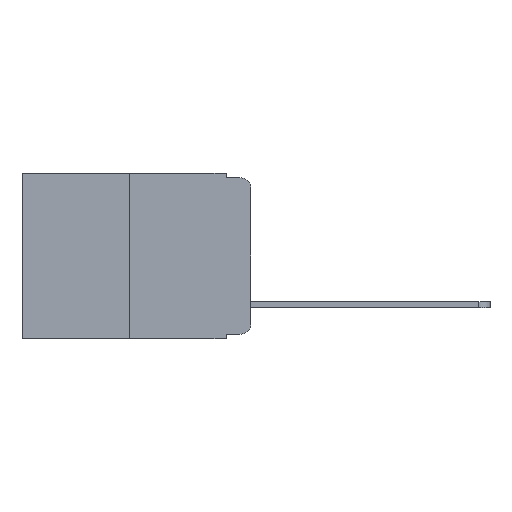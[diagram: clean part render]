
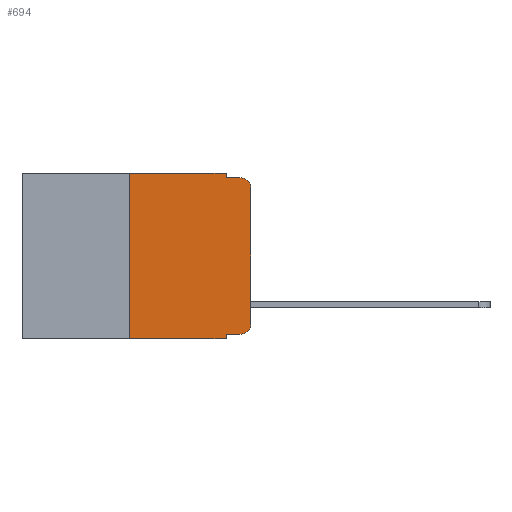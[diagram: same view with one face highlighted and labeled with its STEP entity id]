
A CAD part, left-side view. The second image highlights one B-rep face of the part: STEP entity #694.
In plain terms, the highlighted planar face has unit normal (-1, 0, 0).
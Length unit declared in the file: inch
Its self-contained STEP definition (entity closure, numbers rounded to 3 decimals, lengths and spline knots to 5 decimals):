
#47 = AXIS2_PLACEMENT_3D ( 'NONE', #3792, #3221, #3177 ) ;
#82 = LINE ( 'NONE', #5705, #2780 ) ;
#224 = EDGE_CURVE ( 'NONE', #3857, #13421, #7135, .T. ) ;
#369 = VERTEX_POINT ( 'NONE', #1614 ) ;
#521 = EDGE_CURVE ( 'NONE', #11770, #10531, #13276, .T. ) ;
#694 = ADVANCED_FACE ( 'NONE', ( #11125 ), #1446, .F. ) ;
#718 = CIRCLE ( 'NONE', #4781, 0.02 ) ;
#1255 = CARTESIAN_POINT ( 'NONE',  ( 0., 0.051, -0.333 ) ) ;
#1289 = CARTESIAN_POINT ( 'NONE',  ( 0., 0.25, 0. ) ) ;
#1446 = PLANE ( 'NONE',  #47 ) ;
#1490 = ORIENTED_EDGE ( 'NONE', *, *, #224, .T. ) ;
#1614 = CARTESIAN_POINT ( 'NONE',  ( 0., 0.25, -0.343 ) ) ;
#1676 = CARTESIAN_POINT ( 'NONE',  ( 0., 0.02, -0.01 ) ) ;
#2139 = DIRECTION ( 'NONE',  ( 0., 0., 1. ) ) ;
#2157 = CARTESIAN_POINT ( 'NONE',  ( 0., 0.051, -0.343 ) ) ;
#2260 = VERTEX_POINT ( 'NONE', #1289 ) ;
#2780 = VECTOR ( 'NONE', #3589, 39.37008 ) ;
#2921 = EDGE_CURVE ( 'NONE', #9888, #11770, #6960, .T. ) ;
#2991 = CARTESIAN_POINT ( 'NONE',  ( 0., 0.25, 0. ) ) ;
#3113 = ORIENTED_EDGE ( 'NONE', *, *, #521, .T. ) ;
#3177 = DIRECTION ( 'NONE',  ( 0., 0., -1. ) ) ;
#3221 = DIRECTION ( 'NONE',  ( 1., 0., 0. ) ) ;
#3296 = EDGE_CURVE ( 'NONE', #3857, #7234, #3902, .T. ) ;
#3324 = VERTEX_POINT ( 'NONE', #9093 ) ;
#3339 = CARTESIAN_POINT ( 'NONE',  ( 0., 0.473, -0.343 ) ) ;
#3420 = CARTESIAN_POINT ( 'NONE',  ( 0., 0.051, -0.333 ) ) ;
#3521 = ORIENTED_EDGE ( 'NONE', *, *, #6527, .T. ) ;
#3589 = DIRECTION ( 'NONE',  ( 0., -1., 0. ) ) ;
#3597 = DIRECTION ( 'NONE',  ( 0., -1., 0. ) ) ;
#3792 = CARTESIAN_POINT ( 'NONE',  ( 0., 0.473, 0. ) ) ;
#3857 = VERTEX_POINT ( 'NONE', #1255 ) ;
#3902 = LINE ( 'NONE', #5152, #8647 ) ;
#4415 = DIRECTION ( 'NONE',  ( 0., 0., -1. ) ) ;
#4456 = EDGE_CURVE ( 'NONE', #7557, #3324, #7857, .T. ) ;
#4781 = AXIS2_PLACEMENT_3D ( 'NONE', #11809, #5891, #12804 ) ;
#4869 = VECTOR ( 'NONE', #4415, 39.37008 ) ;
#4883 = CARTESIAN_POINT ( 'NONE',  ( 0., 0.02, -0.333 ) ) ;
#5152 = CARTESIAN_POINT ( 'NONE',  ( 0., 0.051, 0. ) ) ;
#5242 = EDGE_CURVE ( 'NONE', #2260, #7557, #82, .T. ) ;
#5547 = DIRECTION ( 'NONE',  ( 0., -1., 0. ) ) ;
#5568 = CARTESIAN_POINT ( 'NONE',  ( 0., 0., -0.03 ) ) ;
#5705 = CARTESIAN_POINT ( 'NONE',  ( 0., 0.473, 0. ) ) ;
#5891 = DIRECTION ( 'NONE',  ( -1., 0., 0. ) ) ;
#6527 = EDGE_CURVE ( 'NONE', #369, #7234, #12749, .T. ) ;
#6818 = CARTESIAN_POINT ( 'NONE',  ( 0., 0.051, 0. ) ) ;
#6850 = DIRECTION ( 'NONE',  ( 0., -1., 0. ) ) ;
#6960 = LINE ( 'NONE', #7421, #12522 ) ;
#7028 = EDGE_CURVE ( 'NONE', #369, #2260, #13218, .T. ) ;
#7135 = LINE ( 'NONE', #3420, #9420 ) ;
#7161 = DIRECTION ( 'NONE',  ( 0., 0., -1. ) ) ;
#7186 = ORIENTED_EDGE ( 'NONE', *, *, #7028, .F. ) ;
#7220 = CARTESIAN_POINT ( 'NONE',  ( 0., 0.02, -0.03 ) ) ;
#7234 = VERTEX_POINT ( 'NONE', #2157 ) ;
#7421 = CARTESIAN_POINT ( 'NONE',  ( 0., 0., 0. ) ) ;
#7521 = DIRECTION ( 'NONE',  ( 0., 0., -1. ) ) ;
#7541 = DIRECTION ( 'NONE',  ( -1., 0., 0. ) ) ;
#7557 = VERTEX_POINT ( 'NONE', #6818 ) ;
#7857 = LINE ( 'NONE', #10378, #4869 ) ;
#8602 = VECTOR ( 'NONE', #11106, 39.37008 ) ;
#8647 = VECTOR ( 'NONE', #7161, 39.37008 ) ;
#8736 = LINE ( 'NONE', #11768, #13051 ) ;
#9093 = CARTESIAN_POINT ( 'NONE',  ( 0., 0.051, -0.01 ) ) ;
#9420 = VECTOR ( 'NONE', #3597, 39.37008 ) ;
#9759 = ORIENTED_EDGE ( 'NONE', *, *, #2921, .T. ) ;
#9888 = VERTEX_POINT ( 'NONE', #12189 ) ;
#10142 = VECTOR ( 'NONE', #5547, 39.37008 ) ;
#10315 = ORIENTED_EDGE ( 'NONE', *, *, #12548, .T. ) ;
#10349 = EDGE_CURVE ( 'NONE', #3324, #10531, #8736, .T. ) ;
#10378 = CARTESIAN_POINT ( 'NONE',  ( 0., 0.051, 0. ) ) ;
#10531 = VERTEX_POINT ( 'NONE', #1676 ) ;
#11106 = DIRECTION ( 'NONE',  ( 0., 0., 1. ) ) ;
#11110 = AXIS2_PLACEMENT_3D ( 'NONE', #7220, #7541, #7521 ) ;
#11125 = FACE_OUTER_BOUND ( 'NONE', #11677, .T. ) ;
#11287 = ORIENTED_EDGE ( 'NONE', *, *, #3296, .F. ) ;
#11677 = EDGE_LOOP ( 'NONE', ( #9759, #3113, #13325, #12449, #13158, #7186, #3521, #11287, #1490, #10315 ) ) ;
#11768 = CARTESIAN_POINT ( 'NONE',  ( 0., 0.051, -0.01 ) ) ;
#11770 = VERTEX_POINT ( 'NONE', #5568 ) ;
#11809 = CARTESIAN_POINT ( 'NONE',  ( 0., 0.02, -0.313 ) ) ;
#12189 = CARTESIAN_POINT ( 'NONE',  ( 0., 0., -0.313 ) ) ;
#12449 = ORIENTED_EDGE ( 'NONE', *, *, #4456, .F. ) ;
#12522 = VECTOR ( 'NONE', #2139, 39.37008 ) ;
#12548 = EDGE_CURVE ( 'NONE', #13421, #9888, #718, .T. ) ;
#12749 = LINE ( 'NONE', #3339, #10142 ) ;
#12804 = DIRECTION ( 'NONE',  ( 0., 0., -1. ) ) ;
#13051 = VECTOR ( 'NONE', #6850, 39.37008 ) ;
#13158 = ORIENTED_EDGE ( 'NONE', *, *, #5242, .F. ) ;
#13218 = LINE ( 'NONE', #2991, #8602 ) ;
#13276 = CIRCLE ( 'NONE', #11110, 0.02 ) ;
#13325 = ORIENTED_EDGE ( 'NONE', *, *, #10349, .F. ) ;
#13421 = VERTEX_POINT ( 'NONE', #4883 ) ;
